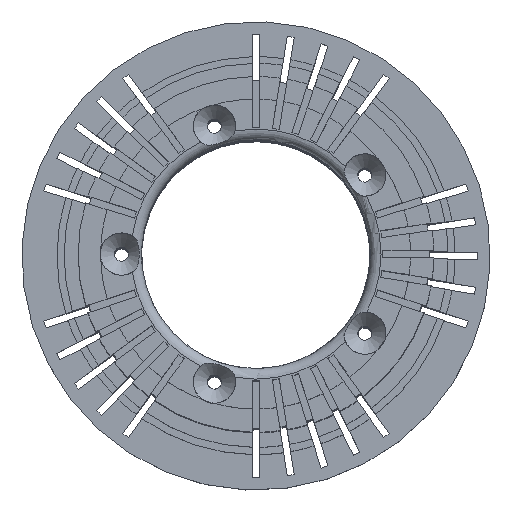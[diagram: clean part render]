
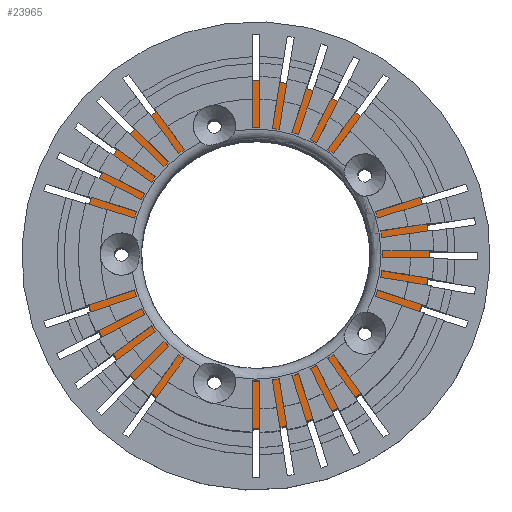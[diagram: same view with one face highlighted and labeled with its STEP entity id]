
A CAD part, top view. The second image highlights one B-rep face of the part: STEP entity #23965.
In plain terms, the highlighted planar face has unit normal (0, 0, 1).
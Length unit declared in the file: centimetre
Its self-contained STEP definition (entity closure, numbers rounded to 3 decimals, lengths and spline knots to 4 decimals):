
#210=FACE_BOUND($,#4002,.T.);
#211=FACE_BOUND($,#4003,.T.);
#1109=CIRCLE($,#25689,3.25);
#1111=CIRCLE($,#25693,0.563);
#1114=CIRCLE($,#25709,3.25);
#1116=CIRCLE($,#25719,3.25);
#1117=CIRCLE($,#25727,0.563);
#1119=CIRCLE($,#25747,3.25);
#1122=CIRCLE($,#25765,3.25);
#1123=CIRCLE($,#25782,3.25);
#1125=CIRCLE($,#25789,0.563);
#1127=CIRCLE($,#25801,0.563);
#1129=CIRCLE($,#25804,3.25);
#1132=CIRCLE($,#25812,0.563);
#1133=CIRCLE($,#25814,4.95);
#4002=EDGE_LOOP($,(#19840,#19841,#19842,#19843,#19844,#19845,#19846,#19847,
#19848,#19849,#19850,#19851,#19852,#19853,#19854,#19855,#19856,#19857,#19858,
#19859,#19860,#19861));
#4003=EDGE_LOOP($,(#19862));
#5956=LINE($,#38652,#8378);
#5976=LINE($,#38762,#8398);
#5991=LINE($,#38830,#8413);
#6003=LINE($,#38899,#8425);
#6006=LINE($,#38908,#8428);
#6007=LINE($,#38912,#8429);
#6015=LINE($,#38974,#8437);
#6025=LINE($,#39011,#8447);
#6040=LINE($,#39093,#8462);
#6047=LINE($,#39137,#8469);
#8378=VECTOR($,#30545,0.2435);
#8398=VECTOR($,#30611,0.2205);
#8413=VECTOR($,#30656,0.2177);
#8425=VECTOR($,#30696,0.1968);
#8428=VECTOR($,#30709,0.2177);
#8429=VECTOR($,#30712,0.2205);
#8437=VECTOR($,#30738,0.2189);
#8447=VECTOR($,#30762,0.2435);
#8462=VECTOR($,#30815,0.2244);
#8469=VECTOR($,#30834,0.2488);
#10776=VERTEX_POINT($,#38650);
#10777=VERTEX_POINT($,#38651);
#10780=VERTEX_POINT($,#38659);
#10785=VERTEX_POINT($,#38680);
#10803=VERTEX_POINT($,#38756);
#10804=VERTEX_POINT($,#38761);
#10807=VERTEX_POINT($,#38772);
#10815=VERTEX_POINT($,#38806);
#10822=VERTEX_POINT($,#38828);
#10835=VERTEX_POINT($,#38898);
#10836=VERTEX_POINT($,#38906);
#10837=VERTEX_POINT($,#38910);
#10838=VERTEX_POINT($,#38911);
#10841=VERTEX_POINT($,#38919);
#10852=VERTEX_POINT($,#38972);
#10853=VERTEX_POINT($,#38973);
#10862=VERTEX_POINT($,#39008);
#10863=VERTEX_POINT($,#39010);
#10880=VERTEX_POINT($,#39091);
#10881=VERTEX_POINT($,#39092);
#10884=VERTEX_POINT($,#39100);
#10892=VERTEX_POINT($,#39136);
#10900=VERTEX_POINT($,#39202);
#13866=EDGE_CURVE($,#10776,#10777,#5956,.T.);
#13870=EDGE_CURVE($,#10780,#10777,#1109,.T.);
#13876=EDGE_CURVE($,#10776,#10785,#1111,.T.);
#13902=EDGE_CURVE($,#10803,#10780,#1114,.T.);
#13903=EDGE_CURVE($,#10803,#10804,#5976,.T.);
#13917=EDGE_CURVE($,#10807,#10815,#1116,.T.);
#13928=EDGE_CURVE($,#10822,#10815,#5991,.T.);
#13929=EDGE_CURVE($,#10822,#10804,#1117,.T.);
#13949=EDGE_CURVE($,#10785,#10835,#6003,.T.);
#13954=EDGE_CURVE($,#10807,#10836,#6006,.T.);
#13955=EDGE_CURVE($,#10837,#10838,#6007,.T.);
#13959=EDGE_CURVE($,#10841,#10837,#1119,.T.);
#13971=EDGE_CURVE($,#10852,#10853,#6015,.T.);
#13985=EDGE_CURVE($,#10862,#10863,#6025,.T.);
#13992=EDGE_CURVE($,#10862,#10841,#1122,.T.);
#14012=EDGE_CURVE($,#10880,#10881,#6040,.T.);
#14016=EDGE_CURVE($,#10884,#10880,#1123,.T.);
#14025=EDGE_CURVE($,#10892,#10884,#6047,.T.);
#14029=EDGE_CURVE($,#10852,#10892,#1125,.T.);
#14042=EDGE_CURVE($,#10881,#10863,#1127,.T.);
#14044=EDGE_CURVE($,#10835,#10853,#1129,.T.);
#14051=EDGE_CURVE($,#10838,#10836,#1132,.T.);
#14052=EDGE_CURVE($,#10900,#10900,#1133,.T.);
#19840=ORIENTED_EDGE($,*,*,#14044,.T.);
#19841=ORIENTED_EDGE($,*,*,#13971,.F.);
#19842=ORIENTED_EDGE($,*,*,#14029,.T.);
#19843=ORIENTED_EDGE($,*,*,#14025,.T.);
#19844=ORIENTED_EDGE($,*,*,#14016,.T.);
#19845=ORIENTED_EDGE($,*,*,#14012,.T.);
#19846=ORIENTED_EDGE($,*,*,#14042,.T.);
#19847=ORIENTED_EDGE($,*,*,#13985,.F.);
#19848=ORIENTED_EDGE($,*,*,#13992,.T.);
#19849=ORIENTED_EDGE($,*,*,#13959,.T.);
#19850=ORIENTED_EDGE($,*,*,#13955,.T.);
#19851=ORIENTED_EDGE($,*,*,#14051,.T.);
#19852=ORIENTED_EDGE($,*,*,#13954,.F.);
#19853=ORIENTED_EDGE($,*,*,#13917,.T.);
#19854=ORIENTED_EDGE($,*,*,#13928,.F.);
#19855=ORIENTED_EDGE($,*,*,#13929,.T.);
#19856=ORIENTED_EDGE($,*,*,#13903,.F.);
#19857=ORIENTED_EDGE($,*,*,#13902,.T.);
#19858=ORIENTED_EDGE($,*,*,#13870,.T.);
#19859=ORIENTED_EDGE($,*,*,#13866,.F.);
#19860=ORIENTED_EDGE($,*,*,#13876,.T.);
#19861=ORIENTED_EDGE($,*,*,#13949,.T.);
#19862=ORIENTED_EDGE($,*,*,#14052,.T.);
#22897=PLANE($,#25813);
#23965=ADVANCED_FACE($,(#210,#211),#22897,.T.);
#25689=AXIS2_PLACEMENT_3D($,#38660,#30551,#30552);
#25693=AXIS2_PLACEMENT_3D($,#38681,#30561,#30562);
#25709=AXIS2_PLACEMENT_3D($,#38759,#30607,#30608);
#25719=AXIS2_PLACEMENT_3D($,#38808,#30634,#30635);
#25727=AXIS2_PLACEMENT_3D($,#38832,#30659,#30660);
#25747=AXIS2_PLACEMENT_3D($,#38920,#30718,#30719);
#25765=AXIS2_PLACEMENT_3D($,#39032,#30772,#30773);
#25782=AXIS2_PLACEMENT_3D($,#39101,#30821,#30822);
#25789=AXIS2_PLACEMENT_3D($,#39143,#30841,#30842);
#25801=AXIS2_PLACEMENT_3D($,#39167,#30873,#30874);
#25804=AXIS2_PLACEMENT_3D($,#39170,#30879,#30880);
#25812=AXIS2_PLACEMENT_3D($,#39200,#30895,#30896);
#25813=AXIS2_PLACEMENT_3D($,#39201,#30897,#30898);
#25814=AXIS2_PLACEMENT_3D($,#39203,#30899,#30900);
#30545=DIRECTION($,(0.378,0.926,0.));
#30551=DIRECTION('center_axis',(0.,0.,-1.));
#30552=DIRECTION('ref_axis',(1.,0.,0.));
#30561=DIRECTION('center_axis',(0.,0.,-1.));
#30562=DIRECTION('ref_axis',(0.309,0.951,0.));
#30607=DIRECTION('center_axis',(0.,0.,-1.));
#30608=DIRECTION('ref_axis',(1.,0.,0.));
#30611=DIRECTION($,(0.85,-0.527,0.));
#30634=DIRECTION('center_axis',(0.,0.,-1.));
#30635=DIRECTION('ref_axis',(1.,0.,0.));
#30656=DIRECTION($,(-0.763,0.646,0.));
#30659=DIRECTION('center_axis',(0.,0.,-1.));
#30660=DIRECTION('ref_axis',(-0.809,0.588,0.));
#30696=DIRECTION($,(0.238,0.971,0.));
#30709=DIRECTION($,(0.763,0.646,0.));
#30712=DIRECTION($,(0.85,0.527,0.));
#30718=DIRECTION('center_axis',(0.,0.,-1.));
#30719=DIRECTION('ref_axis',(1.,0.,0.));
#30738=DIRECTION($,(0.997,-0.074,0.));
#30762=DIRECTION($,(-0.378,0.926,0.));
#30772=DIRECTION('center_axis',(0.,0.,-1.));
#30773=DIRECTION('ref_axis',(1.,0.,0.));
#30815=DIRECTION($,(-0.238,0.971,0.));
#30821=DIRECTION('center_axis',(0.,0.,-1.));
#30822=DIRECTION('ref_axis',(1.,0.,0.));
#30834=DIRECTION($,(0.997,0.074,0.));
#30841=DIRECTION('center_axis',(0.,0.,-1.));
#30842=DIRECTION('ref_axis',(1.,0.,0.));
#30873=DIRECTION('center_axis',(0.,0.,-1.));
#30874=DIRECTION('ref_axis',(0.309,-0.951,0.));
#30879=DIRECTION('center_axis',(0.,0.,-1.));
#30880=DIRECTION('ref_axis',(1.,0.,0.));
#30895=DIRECTION('center_axis',(0.,0.,-1.));
#30896=DIRECTION('ref_axis',(-0.809,-0.588,0.));
#30897=DIRECTION('center_axis',(0.,0.,1.));
#30898=DIRECTION('ref_axis',(0.,1.,0.));
#30899=DIRECTION('center_axis',(0.,0.,1.));
#30900=DIRECTION('ref_axis',(1.,0.,0.));
#38650=CARTESIAN_POINT('',(-0.6754,-3.4277,31.7505));
#38651=CARTESIAN_POINT('',(-0.5833,-3.2023,31.7505));
#38652=CARTESIAN_POINT($,(0.0183,-1.7301,31.7505));
#38659=CARTESIAN_POINT('',(-0.0218,-3.2495,31.7505));
#38660=CARTESIAN_POINT('Origin',(-0.0311,0.0004,
31.7505));
#38680=CARTESIAN_POINT('',(-1.4814,-3.1221,31.7505));
#38681=CARTESIAN_POINT('Origin',(-1.2068,-3.6136,31.7505));
#38756=CARTESIAN_POINT('',(2.3125,-2.2703,31.7505));
#38759=CARTESIAN_POINT('Origin',(-0.0125,0.0004,
31.7505));
#38761=CARTESIAN_POINT('',(2.5,-2.3865,31.7505));
#38762=CARTESIAN_POINT($,(0.9641,-1.4351,31.7505));
#38772=CARTESIAN_POINT('',(2.8546,1.5308,31.7505));
#38806=CARTESIAN_POINT('',(2.8546,-1.5299,31.7505));
#38808=CARTESIAN_POINT('Origin',(-0.0125,0.0004,
31.7505));
#38828=CARTESIAN_POINT('',(3.0208,-1.6706,31.7505));
#38830=CARTESIAN_POINT($,(1.7247,-0.5743,31.7505));
#38832=CARTESIAN_POINT('Origin',(3.0417,-2.2331,31.7505));
#38898=CARTESIAN_POINT('',(-1.4345,-2.9309,31.7505));
#38899=CARTESIAN_POINT($,(-1.0787,-1.4795,31.7505));
#38906=CARTESIAN_POINT('',(3.0208,1.6714,31.7505));
#38908=CARTESIAN_POINT($,(1.6416,0.5048,31.7505));
#38910=CARTESIAN_POINT('',(2.3125,2.2712,31.7505));
#38911=CARTESIAN_POINT('',(2.5,2.3874,31.7505));
#38912=CARTESIAN_POINT($,(0.9641,1.436,31.7505));
#38919=CARTESIAN_POINT('',(-0.0218,3.2504,31.7505));
#38920=CARTESIAN_POINT('Origin',(-0.0125,0.0004,
31.7505));
#38972=CARTESIAN_POINT('',(-3.4687,-0.4292,31.7505));
#38973=CARTESIAN_POINT('',(-3.2504,-0.4453,31.7505));
#38974=CARTESIAN_POINT($,(-1.7658,-0.555,31.7505));
#39008=CARTESIAN_POINT('',(-0.5833,3.2032,31.7505));
#39010=CARTESIAN_POINT('',(-0.6754,3.4286,31.7505));
#39011=CARTESIAN_POINT($,(0.0183,1.731,31.7505));
#39032=CARTESIAN_POINT('Origin',(-0.0311,0.0004,
31.7505));
#39091=CARTESIAN_POINT('',(-1.4557,2.9216,31.7505));
#39092=CARTESIAN_POINT('',(-1.5091,3.1396,31.7505));
#39093=CARTESIAN_POINT($,(-1.0771,1.3769,31.7505));
#39100=CARTESIAN_POINT('',(-3.2471,0.4695,31.7505));
#39101=CARTESIAN_POINT('Origin',(-0.0311,0.0004,
31.7505));
#39136=CARTESIAN_POINT('',(-3.4952,0.4512,31.7505));
#39137=CARTESIAN_POINT($,(-1.7799,0.5779,31.7505));
#39143=CARTESIAN_POINT('Origin',(-3.8325,0.0004,
31.7505));
#39167=CARTESIAN_POINT('Origin',(-1.2068,3.6145,31.7505));
#39170=CARTESIAN_POINT('Origin',(-0.0311,0.0004,
31.7505));
#39200=CARTESIAN_POINT('Origin',(3.0417,2.234,31.7505));
#39201=CARTESIAN_POINT('Origin',(-0.0125,0.0004,
31.7505));
#39202=CARTESIAN_POINT('',(4.1718,-2.6441,31.7505));
#39203=CARTESIAN_POINT('Origin',(-0.0125,0.0004,
31.7505));
